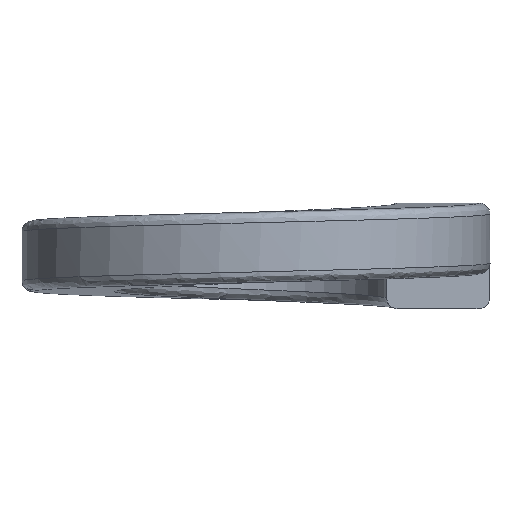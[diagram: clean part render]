
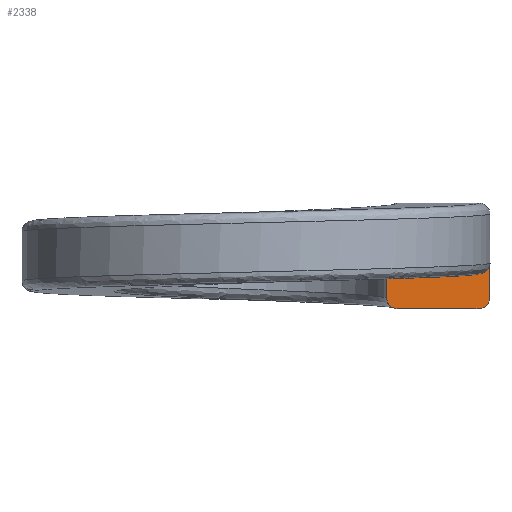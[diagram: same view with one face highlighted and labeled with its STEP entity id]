
A CAD part, left-side view. The second image highlights one B-rep face of the part: STEP entity #2338.
In plain terms, the highlighted planar face has unit normal (-0.998, -0.062, 0).
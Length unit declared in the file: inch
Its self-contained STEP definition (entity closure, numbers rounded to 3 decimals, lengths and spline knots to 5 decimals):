
#920=CARTESIAN_POINT('',(0.0102,-0.16368,
0.05721));
#921=CARTESIAN_POINT('',(0.0102,-0.16368,
0.05606));
#922=CARTESIAN_POINT('',(0.01021,-0.16396,
0.05383));
#923=CARTESIAN_POINT('',(0.0103,-0.16533,
0.0505));
#924=CARTESIAN_POINT('',(0.01043,-0.16744,
0.04776));
#925=CARTESIAN_POINT('',(0.0106,-0.17017,
0.04564));
#926=CARTESIAN_POINT('',(0.01081,-0.17349,
0.04428));
#927=CARTESIAN_POINT('',(0.01094,-0.17571,
0.044));
#928=CARTESIAN_POINT('',(0.01102,-0.17686,
0.044));
#930=DIRECTION('',(0.,0.,-1.));
#931=VECTOR('',#930,0.06158);
#932=CARTESIAN_POINT('',(0.0102,-0.16368,
0.11879));
#933=LINE('',#932,#931);
#934=CARTESIAN_POINT('',(0.01102,-0.17686,0.132));
#935=CARTESIAN_POINT('',(0.01095,-0.17571,0.132));
#936=CARTESIAN_POINT('',(0.01081,-0.17349,
0.13172));
#937=CARTESIAN_POINT('',(0.0106,-0.17017,
0.13035));
#938=CARTESIAN_POINT('',(0.01043,-0.16744,0.12823));
#939=CARTESIAN_POINT('',(0.0103,-0.16532,
0.1255));
#940=CARTESIAN_POINT('',(0.01021,-0.16397,
0.12217));
#941=CARTESIAN_POINT('',(0.0102,-0.16368,
0.11994));
#942=CARTESIAN_POINT('',(0.0102,-0.16368,
0.11879));
#944=DIRECTION('',(-0.062,0.998,0.));
#945=VECTOR('',#944,0.1026);
#946=CARTESIAN_POINT('',(0.0174,-0.27926,0.132));
#947=LINE('',#946,#945);
#948=CARTESIAN_POINT('',(0.01822,-0.29243,
0.1188));
#949=CARTESIAN_POINT('',(0.01822,-0.29243,
0.11995));
#950=CARTESIAN_POINT('',(0.0182,-0.29215,
0.12217));
#951=CARTESIAN_POINT('',(0.01811,-0.29079,
0.1255));
#952=CARTESIAN_POINT('',(0.01798,-0.28867,
0.12824));
#953=CARTESIAN_POINT('',(0.01781,-0.28594,
0.13036));
#954=CARTESIAN_POINT('',(0.01761,-0.28263,
0.13172));
#955=CARTESIAN_POINT('',(0.01747,-0.28041,0.132));
#956=CARTESIAN_POINT('',(0.0174,-0.27926,0.132));
#958=DIRECTION('',(0.,0.,1.));
#959=VECTOR('',#958,0.06159);
#960=CARTESIAN_POINT('',(0.01822,-0.29243,
0.0572));
#961=LINE('',#960,#959);
#962=CARTESIAN_POINT('',(0.0174,-0.27926,0.044));
#963=CARTESIAN_POINT('',(0.01747,-0.2804,
0.044));
#964=CARTESIAN_POINT('',(0.0176,-0.28263,
0.04428));
#965=CARTESIAN_POINT('',(0.01781,-0.28595,
0.04565));
#966=CARTESIAN_POINT('',(0.01798,-0.28868,
0.04777));
#967=CARTESIAN_POINT('',(0.01811,-0.29079,
0.0505));
#968=CARTESIAN_POINT('',(0.0182,-0.29215,
0.05382));
#969=CARTESIAN_POINT('',(0.01822,-0.29243,
0.05605));
#970=CARTESIAN_POINT('',(0.01822,-0.29243,
0.0572));
#972=DIRECTION('',(0.062,-0.998,0.));
#973=VECTOR('',#972,0.1026);
#974=CARTESIAN_POINT('',(0.01102,-0.17686,
0.044));
#975=LINE('',#974,#973);
#995=VERTEX_POINT('',#920);
#996=VERTEX_POINT('',#928);
#1001=VERTEX_POINT('',#934);
#1002=VERTEX_POINT('',#942);
#1007=VERTEX_POINT('',#962);
#1008=VERTEX_POINT('',#970);
#1013=VERTEX_POINT('',#948);
#1014=VERTEX_POINT('',#956);
#2320=CARTESIAN_POINT('',(0.01822,-0.29243,0.044));
#2321=DIRECTION('',(-0.998,-0.062,0.));
#2322=DIRECTION('',(-0.062,0.998,0.));
#2323=AXIS2_PLACEMENT_3D('',#2320,#2321,#2322);
#2324=PLANE('',#2323);
#2325=ORIENTED_EDGE('',*,*,#2312,.F.);
#2326=ORIENTED_EDGE('',*,*,#1257,.F.);
#2328=ORIENTED_EDGE('',*,*,#2327,.F.);
#2329=ORIENTED_EDGE('',*,*,#1561,.F.);
#2331=ORIENTED_EDGE('',*,*,#2330,.F.);
#2332=ORIENTED_EDGE('',*,*,#1799,.F.);
#2334=ORIENTED_EDGE('',*,*,#2333,.F.);
#2335=ORIENTED_EDGE('',*,*,#2106,.F.);
#2336=EDGE_LOOP('',(#2325,#2326,#2328,#2329,#2331,#2332,#2334,#2335));
#2337=FACE_OUTER_BOUND('',#2336,.F.);
#929=B_SPLINE_CURVE_WITH_KNOTS('',3,(#920,#921,#922,#923,#924,#925,#926,#927,
#928),.UNSPECIFIED.,.F.,.F.,(4,1,1,1,1,1,4),(0.,0.16667,
0.33333,0.5,0.66667,0.83333,1.),
.UNSPECIFIED.);
#943=B_SPLINE_CURVE_WITH_KNOTS('',3,(#934,#935,#936,#937,#938,#939,#940,#941,
#942),.UNSPECIFIED.,.F.,.F.,(4,1,1,1,1,1,4),(0.,0.16667,
0.33333,0.5,0.66667,0.83333,1.),
.UNSPECIFIED.);
#957=B_SPLINE_CURVE_WITH_KNOTS('',3,(#948,#949,#950,#951,#952,#953,#954,#955,
#956),.UNSPECIFIED.,.F.,.F.,(4,1,1,1,1,1,4),(0.,0.16667,
0.33333,0.5,0.66667,0.83333,1.),
.UNSPECIFIED.);
#971=B_SPLINE_CURVE_WITH_KNOTS('',3,(#962,#963,#964,#965,#966,#967,#968,#969,
#970),.UNSPECIFIED.,.F.,.F.,(4,1,1,1,1,1,4),(0.,0.16667,
0.33333,0.5,0.66667,0.83333,1.),
.UNSPECIFIED.);
#1257=EDGE_CURVE('',#1002,#995,#933,.T.);
#1561=EDGE_CURVE('',#1014,#1001,#947,.T.);
#1799=EDGE_CURVE('',#1008,#1013,#961,.T.);
#2106=EDGE_CURVE('',#996,#1007,#975,.T.);
#2312=EDGE_CURVE('',#995,#996,#929,.T.);
#2327=EDGE_CURVE('',#1001,#1002,#943,.T.);
#2330=EDGE_CURVE('',#1013,#1014,#957,.T.);
#2333=EDGE_CURVE('',#1007,#1008,#971,.T.);
#2338=ADVANCED_FACE('',(#2337),#2324,.T.);
